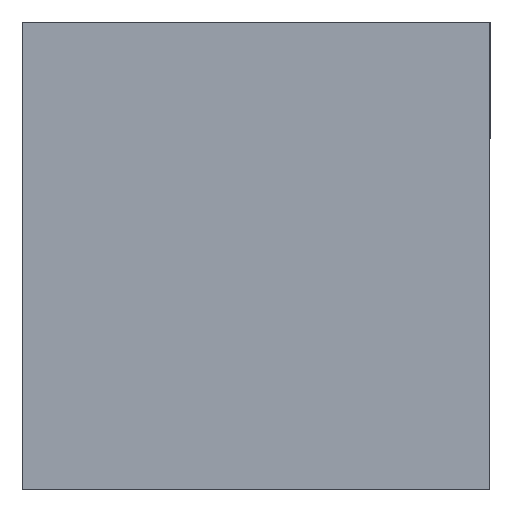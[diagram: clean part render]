
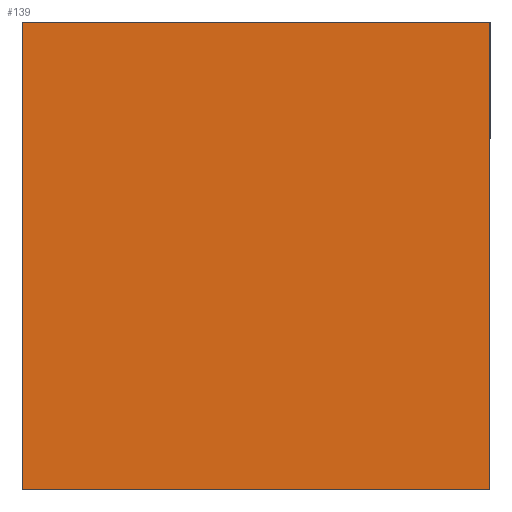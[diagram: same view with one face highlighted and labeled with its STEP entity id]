
A CAD part, left-side view. The second image highlights one B-rep face of the part: STEP entity #139.
In plain terms, the highlighted face is planar.
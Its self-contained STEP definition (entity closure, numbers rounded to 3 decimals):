
#2 = LINE ( 'NONE', #175, #69 ) ;
#10 = DIRECTION ( 'NONE',  ( 0., 0., 1. ) ) ;
#12 = LINE ( 'NONE', #119, #231 ) ;
#19 = ORIENTED_EDGE ( 'NONE', *, *, #158, .F. ) ;
#40 = CARTESIAN_POINT ( 'NONE',  ( 0., 3.536, -5. ) ) ;
#49 = EDGE_CURVE ( 'NONE', #155, #327, #12, .T. ) ;
#54 = FACE_OUTER_BOUND ( 'NONE', #62, .T. ) ;
#62 = EDGE_LOOP ( 'NONE', ( #234, #19, #316, #164 ) ) ;
#67 = DIRECTION ( 'NONE',  ( -0.707, 0.707, 0. ) ) ;
#69 = VECTOR ( 'NONE', #10, 1000. ) ;
#92 = VERTEX_POINT ( 'NONE', #177 ) ;
#98 = PLANE ( 'NONE',  #255 ) ;
#118 = LINE ( 'NONE', #40, #142 ) ;
#119 = CARTESIAN_POINT ( 'NONE',  ( 0., 3.536, 0. ) ) ;
#122 = DIRECTION ( 'NONE',  ( -0.707, -0.707, 0. ) ) ;
#139 = ADVANCED_FACE ( 'NONE', ( #54 ), #98, .T. ) ;
#142 = VECTOR ( 'NONE', #342, 1000. ) ;
#152 = DIRECTION ( 'NONE',  ( 0., 0., 1. ) ) ;
#155 = VERTEX_POINT ( 'NONE', #178 ) ;
#158 = EDGE_CURVE ( 'NONE', #92, #155, #268, .T. ) ;
#164 = ORIENTED_EDGE ( 'NONE', *, *, #293, .T. ) ;
#170 = VERTEX_POINT ( 'NONE', #347 ) ;
#175 = CARTESIAN_POINT ( 'NONE',  ( -3.536, 0., -5. ) ) ;
#177 = CARTESIAN_POINT ( 'NONE',  ( 0., 3.536, -5. ) ) ;
#178 = CARTESIAN_POINT ( 'NONE',  ( 0., 3.536, 0. ) ) ;
#213 = CARTESIAN_POINT ( 'NONE',  ( 0., 3.536, -5. ) ) ;
#231 = VECTOR ( 'NONE', #310, 1000. ) ;
#232 = EDGE_CURVE ( 'NONE', #92, #170, #118, .T. ) ;
#234 = ORIENTED_EDGE ( 'NONE', *, *, #49, .F. ) ;
#255 = AXIS2_PLACEMENT_3D ( 'NONE', #213, #67, #122 ) ;
#266 = CARTESIAN_POINT ( 'NONE',  ( -3.536, 0., 0. ) ) ;
#268 = LINE ( 'NONE', #317, #356 ) ;
#293 = EDGE_CURVE ( 'NONE', #170, #327, #2, .T. ) ;
#310 = DIRECTION ( 'NONE',  ( -0.707, -0.707, 0. ) ) ;
#316 = ORIENTED_EDGE ( 'NONE', *, *, #232, .T. ) ;
#317 = CARTESIAN_POINT ( 'NONE',  ( 0., 3.536, -5. ) ) ;
#327 = VERTEX_POINT ( 'NONE', #266 ) ;
#342 = DIRECTION ( 'NONE',  ( -0.707, -0.707, 0. ) ) ;
#347 = CARTESIAN_POINT ( 'NONE',  ( -3.536, 0., -5. ) ) ;
#356 = VECTOR ( 'NONE', #152, 1000. ) ;
